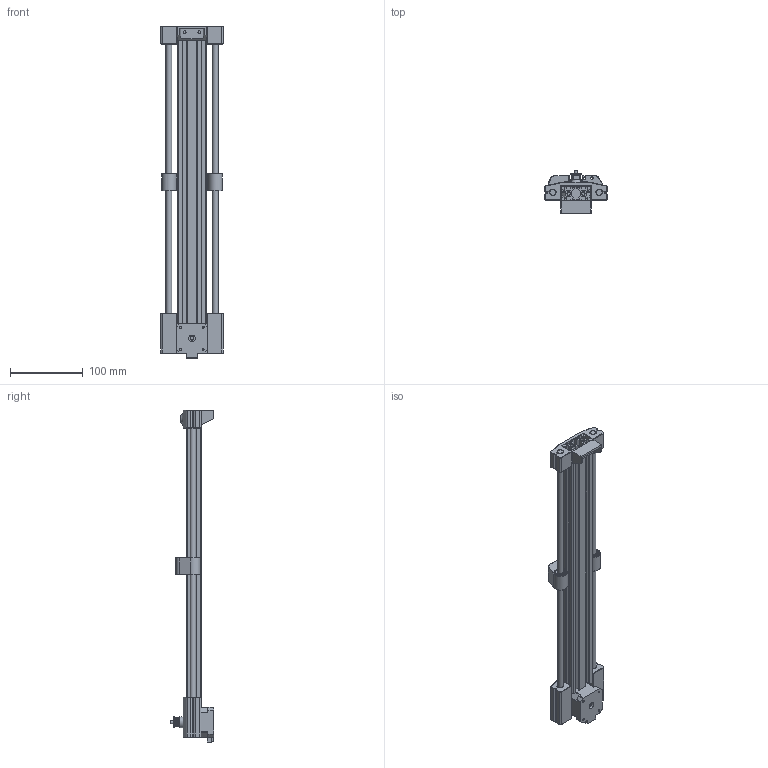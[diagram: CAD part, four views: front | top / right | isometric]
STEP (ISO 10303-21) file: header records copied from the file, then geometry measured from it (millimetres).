
FILE_DESCRIPTION(/* description */ (''),/* implementation_level */ '2;1');
FILE_NAME(/* name */ 'rail system.step',/* time_stamp */ '2026-02-19T09:11:21-08:00',/* author */ (''),/* organization */ (''),/* preprocessor_version */ 'ST-DEVELOPER v20.1',/* originating_system */ 'Autodesk Translation Framework v14.24.0.0',/* authorisation */ '');
FILE_SCHEMA (('AUTOMOTIVE_DESIGN { 1 0 10303 214 3 1 1 }'));
Products named in the file (11): Untitled; Nema 17 model; Extrusion Profiles; Gates_2GT_20T_Toothed_Pulley; foot; stepper mount; bearing mount; rail (1); rail; slider; LM8UU
Assembly tree (11 placements, depth 2):
  Untitled
    Nema 17 model
    Extrusion Profiles
    Gates_2GT_20T_Toothed_Pulley
    LM8UU  x2
    foot
    stepper mount
    bearing mount
    rail (1)
    rail
    slider
Bounding box: 86 x 59.9 x 457.8 mm (x, y, z)
Volume: 343525.2 mm3; surface area: 212277.2 mm2
Topology: 13 solids, 13 shells, 844 faces, 2268 edges, 1487 vertices
Faces by surface type: plane 383, cylinder 340, cone 98, bspline 16, torus 5, sphere 2
Full cylindrical faces by diameter (mm): 2.529 x28, 3.086 x28, 3.3 x4, 3.5 x16, 4.5 x1, 4.999 x1, 5 x4, 7 x4, 8 x4, 9 x6, 12.8 x4, 13.3 x4, 15 x8, 15.1 x2, 21 x1, 22 x2
Entity records: 49791 total; most frequent: CARTESIAN_POINT 28536, ORIENTED_EDGE 4466, DIRECTION 4207, EDGE_CURVE 2233, VERTEX_POINT 1464, AXIS2_PLACEMENT_3D 1461, LINE 1285, VECTOR 1285
